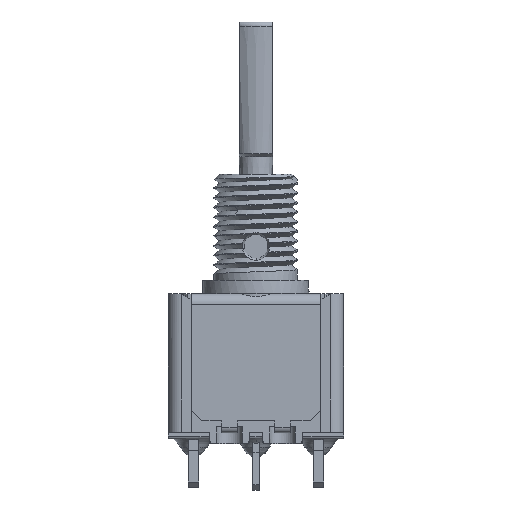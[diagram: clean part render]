
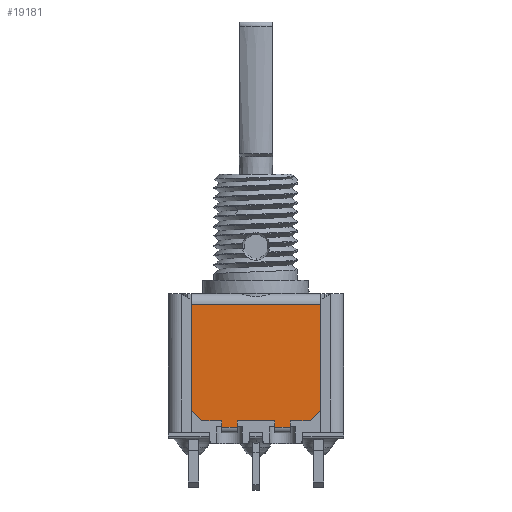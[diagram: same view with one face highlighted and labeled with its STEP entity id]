
A CAD part, top view. The second image highlights one B-rep face of the part: STEP entity #19181.
In plain terms, the highlighted planar face has unit normal (0, 0, 1).
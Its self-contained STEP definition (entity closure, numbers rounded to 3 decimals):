
#6345=DIRECTION('',(1.,0.,0.));
#6346=VECTOR('',#6345,9.8);
#6347=CARTESIAN_POINT('',(-4.9,-0.786,3.425));
#6348=LINE('',#6347,#6346);
#6432=DIRECTION('',(0.707,0.707,0.));
#6433=VECTOR('',#6432,1.131);
#6434=CARTESIAN_POINT('',(4.1,-9.586,3.425));
#6435=LINE('',#6434,#6433);
#7501=DIRECTION('',(1.,0.,0.));
#7502=VECTOR('',#7501,1.2);
#7503=CARTESIAN_POINT('',(-2.6,-10.093,3.425));
#7504=LINE('',#7503,#7502);
#7505=DIRECTION('',(0.,1.,0.));
#7506=VECTOR('',#7505,0.507);
#7507=CARTESIAN_POINT('',(-2.6,-10.093,3.425));
#7508=LINE('',#7507,#7506);
#7509=DIRECTION('',(0.,-1.,0.));
#7510=VECTOR('',#7509,8.);
#7511=CARTESIAN_POINT('',(-4.9,-0.786,3.425));
#7512=LINE('',#7511,#7510);
#7513=DIRECTION('',(0.,-1.,0.));
#7514=VECTOR('',#7513,8.);
#7515=CARTESIAN_POINT('',(4.9,-0.786,3.425));
#7516=LINE('',#7515,#7514);
#7517=DIRECTION('',(0.,1.,0.));
#7518=VECTOR('',#7517,0.507);
#7519=CARTESIAN_POINT('',(2.6,-10.093,3.425));
#7520=LINE('',#7519,#7518);
#7521=DIRECTION('',(1.,0.,0.));
#7522=VECTOR('',#7521,1.2);
#7523=CARTESIAN_POINT('',(1.4,-10.093,3.425));
#7524=LINE('',#7523,#7522);
#7525=DIRECTION('',(0.,-1.,0.));
#7526=VECTOR('',#7525,0.507);
#7527=CARTESIAN_POINT('',(1.4,-9.586,3.425));
#7528=LINE('',#7527,#7526);
#7529=DIRECTION('',(0.,-1.,0.));
#7530=VECTOR('',#7529,0.507);
#7531=CARTESIAN_POINT('',(-1.4,-9.586,3.425));
#7532=LINE('',#7531,#7530);
#7572=DIRECTION('',(1.,0.,0.));
#7573=VECTOR('',#7572,2.8);
#7574=CARTESIAN_POINT('',(-1.4,-9.586,3.425));
#7575=LINE('',#7574,#7573);
#7652=DIRECTION('',(1.,0.,0.));
#7653=VECTOR('',#7652,1.5);
#7654=CARTESIAN_POINT('',(2.6,-9.586,3.425));
#7655=LINE('',#7654,#7653);
#7689=DIRECTION('',(1.,0.,0.));
#7690=VECTOR('',#7689,1.5);
#7691=CARTESIAN_POINT('',(-4.1,-9.586,3.425));
#7692=LINE('',#7691,#7690);
#7701=DIRECTION('',(-0.707,0.707,0.));
#7702=VECTOR('',#7701,1.131);
#7703=CARTESIAN_POINT('',(-4.1,-9.586,3.425));
#7704=LINE('',#7703,#7702);
#10115=CARTESIAN_POINT('',(-1.4,-9.586,3.425));
#10116=CARTESIAN_POINT('',(1.4,-9.586,3.425));
#10117=VERTEX_POINT('',#10115);
#10118=VERTEX_POINT('',#10116);
#10123=CARTESIAN_POINT('',(-4.1,-9.586,3.425));
#10124=CARTESIAN_POINT('',(-2.6,-9.586,3.425));
#10125=VERTEX_POINT('',#10123);
#10126=VERTEX_POINT('',#10124);
#10127=CARTESIAN_POINT('',(-4.9,-8.786,3.425));
#10128=VERTEX_POINT('',#10127);
#10129=CARTESIAN_POINT('',(4.1,-9.586,3.425));
#10130=CARTESIAN_POINT('',(4.9,-8.786,3.425));
#10131=VERTEX_POINT('',#10129);
#10132=VERTEX_POINT('',#10130);
#10133=CARTESIAN_POINT('',(2.6,-9.586,3.425));
#10134=VERTEX_POINT('',#10133);
#10259=CARTESIAN_POINT('',(-4.9,-0.786,3.425));
#10260=VERTEX_POINT('',#10259);
#10265=CARTESIAN_POINT('',(4.9,-0.786,3.425));
#10266=VERTEX_POINT('',#10265);
#10315=CARTESIAN_POINT('',(2.6,-10.093,3.425));
#10316=VERTEX_POINT('',#10315);
#10317=CARTESIAN_POINT('',(1.4,-10.093,3.425));
#10318=VERTEX_POINT('',#10317);
#10327=CARTESIAN_POINT('',(-1.4,-10.093,3.425));
#10328=VERTEX_POINT('',#10327);
#10329=CARTESIAN_POINT('',(-2.6,-10.093,3.425));
#10330=VERTEX_POINT('',#10329);
#19150=CARTESIAN_POINT('',(-5.8,0.014,3.425));
#19151=DIRECTION('',(0.,0.,1.));
#19152=DIRECTION('',(0.,-1.,0.));
#19153=AXIS2_PLACEMENT_3D('',#19150,#19151,#19152);
#19154=PLANE('',#19153);
#19156=ORIENTED_EDGE('',*,*,#19155,.F.);
#19158=ORIENTED_EDGE('',*,*,#19157,.T.);
#19160=ORIENTED_EDGE('',*,*,#19159,.F.);
#19162=ORIENTED_EDGE('',*,*,#19161,.T.);
#19163=ORIENTED_EDGE('',*,*,#19132,.F.);
#19164=ORIENTED_EDGE('',*,*,#17940,.T.);
#19165=ORIENTED_EDGE('',*,*,#17996,.T.);
#19166=ORIENTED_EDGE('',*,*,#18014,.F.);
#19168=ORIENTED_EDGE('',*,*,#19167,.F.);
#19170=ORIENTED_EDGE('',*,*,#19169,.F.);
#19172=ORIENTED_EDGE('',*,*,#19171,.F.);
#19174=ORIENTED_EDGE('',*,*,#19173,.F.);
#19176=ORIENTED_EDGE('',*,*,#19175,.F.);
#19178=ORIENTED_EDGE('',*,*,#19177,.T.);
#19179=EDGE_LOOP('',(#19156,#19158,#19160,#19162,#19163,#19164,#19165,#19166,
#19168,#19170,#19172,#19174,#19176,#19178));
#19180=FACE_OUTER_BOUND('',#19179,.F.);
#19181=ADVANCED_FACE('',(#19180),#19154,.T.);
#17940=EDGE_CURVE('',#10260,#10266,#6348,.T.);
#17996=EDGE_CURVE('',#10266,#10132,#7516,.T.);
#18014=EDGE_CURVE('',#10131,#10132,#6435,.T.);
#19132=EDGE_CURVE('',#10260,#10128,#7512,.T.);
#19155=EDGE_CURVE('',#10330,#10328,#7504,.T.);
#19157=EDGE_CURVE('',#10330,#10126,#7508,.T.);
#19159=EDGE_CURVE('',#10125,#10126,#7692,.T.);
#19161=EDGE_CURVE('',#10125,#10128,#7704,.T.);
#19167=EDGE_CURVE('',#10134,#10131,#7655,.T.);
#19169=EDGE_CURVE('',#10316,#10134,#7520,.T.);
#19171=EDGE_CURVE('',#10318,#10316,#7524,.T.);
#19173=EDGE_CURVE('',#10118,#10318,#7528,.T.);
#19175=EDGE_CURVE('',#10117,#10118,#7575,.T.);
#19177=EDGE_CURVE('',#10117,#10328,#7532,.T.);
